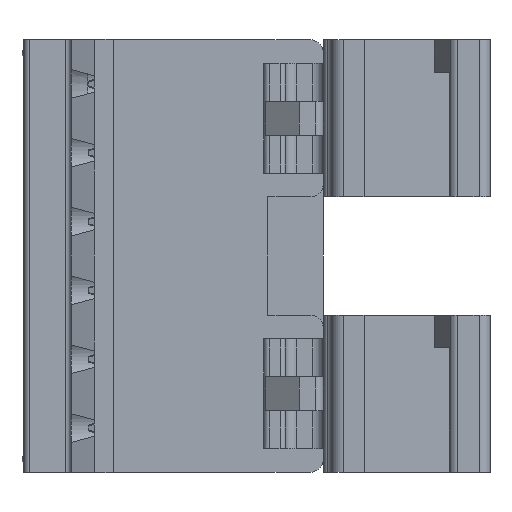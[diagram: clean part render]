
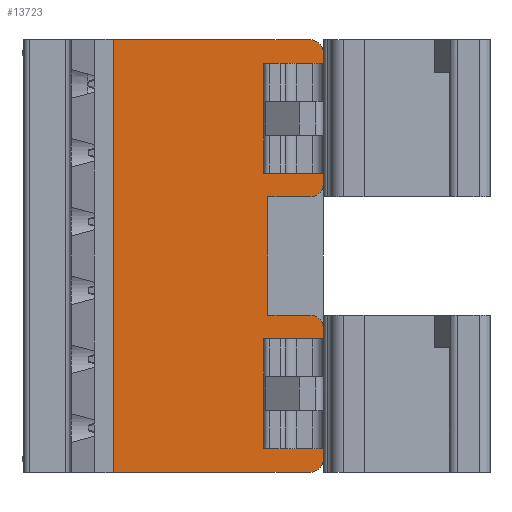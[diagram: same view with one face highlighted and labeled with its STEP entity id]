
A CAD part, left-side view. The second image highlights one B-rep face of the part: STEP entity #13723.
In plain terms, the highlighted planar face has unit normal (-1, 0, 0).
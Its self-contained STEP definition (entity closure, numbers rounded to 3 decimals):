
#507=FACE_OUTER_BOUND('',#1293,.T.);
#1293=EDGE_LOOP('',(#9723,#9724,#9725,#9726,#9727,#9728,#9729,#9730,#9731,
#9732,#9733,#9734,#9735,#9736,#9737,#9738,#9739,#9740,#9741,#9742,#9743,
#9744,#9745,#9746));
#2079=CIRCLE('',#14628,1.);
#2080=CIRCLE('',#14629,1.);
#2081=CIRCLE('',#14630,1.);
#2082=CIRCLE('',#14631,1.);
#2571=LINE('',#19905,#4045);
#2591=LINE('',#19945,#4065);
#2599=LINE('',#19962,#4073);
#2645=LINE('',#20083,#4119);
#2648=LINE('',#20088,#4122);
#2649=LINE('',#20090,#4123);
#2869=LINE('',#20706,#4343);
#2870=LINE('',#20708,#4344);
#2871=LINE('',#20710,#4345);
#2872=LINE('',#20714,#4346);
#2873=LINE('',#20716,#4347);
#2874=LINE('',#20718,#4348);
#2875=LINE('',#20720,#4349);
#2876=LINE('',#20722,#4350);
#2877=LINE('',#20726,#4351);
#2878=LINE('',#20728,#4352);
#2879=LINE('',#20730,#4353);
#2880=LINE('',#20732,#4354);
#2881=LINE('',#20734,#4355);
#2882=LINE('',#20735,#4356);
#4045=VECTOR('',#15780,10.);
#4065=VECTOR('',#15808,10.);
#4073=VECTOR('',#15818,10.);
#4119=VECTOR('',#15928,10.);
#4122=VECTOR('',#15933,10.);
#4123=VECTOR('',#15936,10.);
#4343=VECTOR('',#16524,10.);
#4344=VECTOR('',#16525,10.);
#4345=VECTOR('',#16526,10.);
#4346=VECTOR('',#16529,10.);
#4347=VECTOR('',#16530,10.);
#4348=VECTOR('',#16531,10.);
#4349=VECTOR('',#16532,10.);
#4350=VECTOR('',#16533,10.);
#4351=VECTOR('',#16536,10.);
#4352=VECTOR('',#16537,10.);
#4353=VECTOR('',#16538,10.);
#4354=VECTOR('',#16539,10.);
#4355=VECTOR('',#16540,10.);
#4356=VECTOR('',#16541,10.);
#5517=VERTEX_POINT('',#19902);
#5518=VERTEX_POINT('',#19904);
#5533=VERTEX_POINT('',#19943);
#5534=VERTEX_POINT('',#19944);
#5541=VERTEX_POINT('',#19960);
#5542=VERTEX_POINT('',#19961);
#5585=VERTEX_POINT('',#20082);
#5586=VERTEX_POINT('',#20086);
#5797=VERTEX_POINT('',#20703);
#5798=VERTEX_POINT('',#20705);
#5799=VERTEX_POINT('',#20707);
#5800=VERTEX_POINT('',#20709);
#5801=VERTEX_POINT('',#20711);
#5802=VERTEX_POINT('',#20713);
#5803=VERTEX_POINT('',#20715);
#5804=VERTEX_POINT('',#20717);
#5805=VERTEX_POINT('',#20719);
#5806=VERTEX_POINT('',#20721);
#5807=VERTEX_POINT('',#20723);
#5808=VERTEX_POINT('',#20725);
#5809=VERTEX_POINT('',#20727);
#5810=VERTEX_POINT('',#20729);
#5811=VERTEX_POINT('',#20731);
#5812=VERTEX_POINT('',#20733);
#6857=EDGE_CURVE('',#5518,#5517,#2571,.T.);
#6877=EDGE_CURVE('',#5533,#5534,#2591,.T.);
#6885=EDGE_CURVE('',#5541,#5542,#2599,.T.);
#6947=EDGE_CURVE('',#5585,#5534,#2645,.T.);
#6950=EDGE_CURVE('',#5586,#5585,#2648,.T.);
#6951=EDGE_CURVE('',#5542,#5586,#2649,.T.);
#7259=EDGE_CURVE('',#5797,#5533,#2079,.T.);
#7260=EDGE_CURVE('',#5798,#5797,#2869,.T.);
#7261=EDGE_CURVE('',#5799,#5798,#2870,.T.);
#7262=EDGE_CURVE('',#5799,#5800,#2871,.T.);
#7263=EDGE_CURVE('',#5800,#5801,#2080,.T.);
#7264=EDGE_CURVE('',#5801,#5802,#2872,.T.);
#7265=EDGE_CURVE('',#5802,#5803,#2873,.T.);
#7266=EDGE_CURVE('',#5803,#5804,#2874,.T.);
#7267=EDGE_CURVE('',#5804,#5805,#2875,.T.);
#7268=EDGE_CURVE('',#5806,#5805,#2876,.T.);
#7269=EDGE_CURVE('',#5807,#5806,#2081,.T.);
#7270=EDGE_CURVE('',#5808,#5807,#2877,.T.);
#7271=EDGE_CURVE('',#5809,#5808,#2878,.T.);
#7272=EDGE_CURVE('',#5809,#5810,#2879,.T.);
#7273=EDGE_CURVE('',#5811,#5810,#2880,.T.);
#7274=EDGE_CURVE('',#5811,#5812,#2881,.T.);
#7275=EDGE_CURVE('',#5518,#5812,#2882,.T.);
#7276=EDGE_CURVE('',#5517,#5541,#2082,.T.);
#9723=ORIENTED_EDGE('',*,*,#6951,.T.);
#9724=ORIENTED_EDGE('',*,*,#6950,.T.);
#9725=ORIENTED_EDGE('',*,*,#6947,.T.);
#9726=ORIENTED_EDGE('',*,*,#6877,.F.);
#9727=ORIENTED_EDGE('',*,*,#7259,.F.);
#9728=ORIENTED_EDGE('',*,*,#7260,.F.);
#9729=ORIENTED_EDGE('',*,*,#7261,.F.);
#9730=ORIENTED_EDGE('',*,*,#7262,.T.);
#9731=ORIENTED_EDGE('',*,*,#7263,.T.);
#9732=ORIENTED_EDGE('',*,*,#7264,.T.);
#9733=ORIENTED_EDGE('',*,*,#7265,.T.);
#9734=ORIENTED_EDGE('',*,*,#7266,.T.);
#9735=ORIENTED_EDGE('',*,*,#7267,.T.);
#9736=ORIENTED_EDGE('',*,*,#7268,.F.);
#9737=ORIENTED_EDGE('',*,*,#7269,.F.);
#9738=ORIENTED_EDGE('',*,*,#7270,.F.);
#9739=ORIENTED_EDGE('',*,*,#7271,.F.);
#9740=ORIENTED_EDGE('',*,*,#7272,.T.);
#9741=ORIENTED_EDGE('',*,*,#7273,.F.);
#9742=ORIENTED_EDGE('',*,*,#7274,.T.);
#9743=ORIENTED_EDGE('',*,*,#7275,.F.);
#9744=ORIENTED_EDGE('',*,*,#6857,.T.);
#9745=ORIENTED_EDGE('',*,*,#7276,.T.);
#9746=ORIENTED_EDGE('',*,*,#6885,.T.);
#13167=PLANE('',#14627);
#13723=ADVANCED_FACE('',(#507),#13167,.T.);
#14627=AXIS2_PLACEMENT_3D('',#20702,#16520,#16521);
#14628=AXIS2_PLACEMENT_3D('',#20704,#16522,#16523);
#14629=AXIS2_PLACEMENT_3D('',#20712,#16527,#16528);
#14630=AXIS2_PLACEMENT_3D('',#20724,#16534,#16535);
#14631=AXIS2_PLACEMENT_3D('',#20736,#16542,#16543);
#15780=DIRECTION('',(0.,-1.,0.));
#15808=DIRECTION('',(0.,0.,-1.));
#15818=DIRECTION('',(0.,0.,1.));
#15928=DIRECTION('',(0.,-1.,0.));
#15933=DIRECTION('',(0.,0.,1.));
#15936=DIRECTION('',(0.,1.,0.));
#16520=DIRECTION('center_axis',(-1.,0.,0.));
#16521=DIRECTION('ref_axis',(0.,0.,1.));
#16522=DIRECTION('center_axis',(1.,0.,0.));
#16523=DIRECTION('ref_axis',(0.,0.,-1.));
#16524=DIRECTION('',(0.,-1.,0.));
#16525=DIRECTION('',(0.,0.,-1.));
#16526=DIRECTION('',(0.,-1.,0.));
#16527=DIRECTION('center_axis',(-1.,0.,0.));
#16528=DIRECTION('ref_axis',(0.,0.,1.));
#16529=DIRECTION('',(0.,0.,1.));
#16530=DIRECTION('',(0.,1.,0.));
#16531=DIRECTION('',(0.,0.,1.));
#16532=DIRECTION('',(0.,-1.,0.));
#16533=DIRECTION('',(0.,0.,-1.));
#16534=DIRECTION('center_axis',(1.,0.,0.));
#16535=DIRECTION('ref_axis',(0.,0.,-1.));
#16536=DIRECTION('',(0.,-1.,0.));
#16537=DIRECTION('',(0.,0.,-1.));
#16538=DIRECTION('',(0.,1.,0.));
#16539=DIRECTION('',(0.,0.,1.));
#16540=DIRECTION('',(0.,-1.,0.));
#16541=DIRECTION('',(0.,0.,-1.));
#16542=DIRECTION('center_axis',(-1.,0.,0.));
#16543=DIRECTION('ref_axis',(0.,0.,1.));
#19902=CARTESIAN_POINT('',(-3.95,-3.1,-28.66));
#19904=CARTESIAN_POINT('',(-3.95,0.,-28.66));
#19905=CARTESIAN_POINT('',(-3.95,-1.025,-28.66));
#19943=CARTESIAN_POINT('',(-3.95,-4.1,-18.06));
#19944=CARTESIAN_POINT('',(-3.95,-4.1,-18.81));
#19945=CARTESIAN_POINT('',(-3.95,-4.1,-18.491));
#19960=CARTESIAN_POINT('',(-3.95,-4.1,-27.66));
#19961=CARTESIAN_POINT('',(-3.95,-4.1,-26.91));
#19962=CARTESIAN_POINT('',(-3.95,-4.1,-27.229));
#20082=CARTESIAN_POINT('',(-3.95,0.3,-18.81));
#20083=CARTESIAN_POINT('',(-3.95,-0.691,-18.81));
#20086=CARTESIAN_POINT('',(-3.95,0.3,-26.91));
#20088=CARTESIAN_POINT('',(-3.95,0.3,-11.43));
#20090=CARTESIAN_POINT('',(-3.95,-0.691,-26.91));
#20702=CARTESIAN_POINT('Origin',(-3.95,0.,0.));
#20703=CARTESIAN_POINT('',(-3.95,-3.1,-17.06));
#20704=CARTESIAN_POINT('Origin',(-3.95,-3.1,-18.06));
#20705=CARTESIAN_POINT('',(-3.95,0.,-17.06));
#20706=CARTESIAN_POINT('',(-3.95,-1.025,-17.06));
#20707=CARTESIAN_POINT('',(-3.95,0.,-8.34));
#20708=CARTESIAN_POINT('',(-3.95,0.,0.));
#20709=CARTESIAN_POINT('',(-3.95,-3.1,-8.34));
#20710=CARTESIAN_POINT('',(-3.95,-1.025,-8.34));
#20711=CARTESIAN_POINT('',(-3.95,-4.1,-7.34));
#20712=CARTESIAN_POINT('Origin',(-3.95,-3.1,-7.34));
#20713=CARTESIAN_POINT('',(-3.95,-4.1,-6.59));
#20714=CARTESIAN_POINT('',(-3.95,-4.1,-6.909));
#20715=CARTESIAN_POINT('',(-3.95,0.3,-6.59));
#20716=CARTESIAN_POINT('',(-3.95,-0.691,-6.59));
#20717=CARTESIAN_POINT('',(-3.95,0.3,1.51));
#20718=CARTESIAN_POINT('',(-3.95,0.3,-1.27));
#20719=CARTESIAN_POINT('',(-3.95,-4.1,1.51));
#20720=CARTESIAN_POINT('',(-3.95,-0.691,1.51));
#20721=CARTESIAN_POINT('',(-3.95,-4.1,2.26));
#20722=CARTESIAN_POINT('',(-3.95,-4.1,1.829));
#20723=CARTESIAN_POINT('',(-3.95,-3.1,3.26));
#20724=CARTESIAN_POINT('Origin',(-3.95,-3.1,2.26));
#20725=CARTESIAN_POINT('',(-3.95,0.,3.26));
#20726=CARTESIAN_POINT('',(-3.95,-1.025,3.26));
#20727=CARTESIAN_POINT('',(-3.95,0.,3.3));
#20728=CARTESIAN_POINT('',(-3.95,0.,0.));
#20729=CARTESIAN_POINT('',(-3.95,11.4,3.3));
#20730=CARTESIAN_POINT('',(-3.95,11.4,3.3));
#20731=CARTESIAN_POINT('',(-3.95,11.4,-28.7));
#20732=CARTESIAN_POINT('',(-3.95,11.4,0.));
#20733=CARTESIAN_POINT('',(-3.95,0.,-28.7));
#20734=CARTESIAN_POINT('',(-3.95,11.4,-28.7));
#20735=CARTESIAN_POINT('',(-3.95,0.,0.));
#20736=CARTESIAN_POINT('Origin',(-3.95,-3.1,-27.66));
